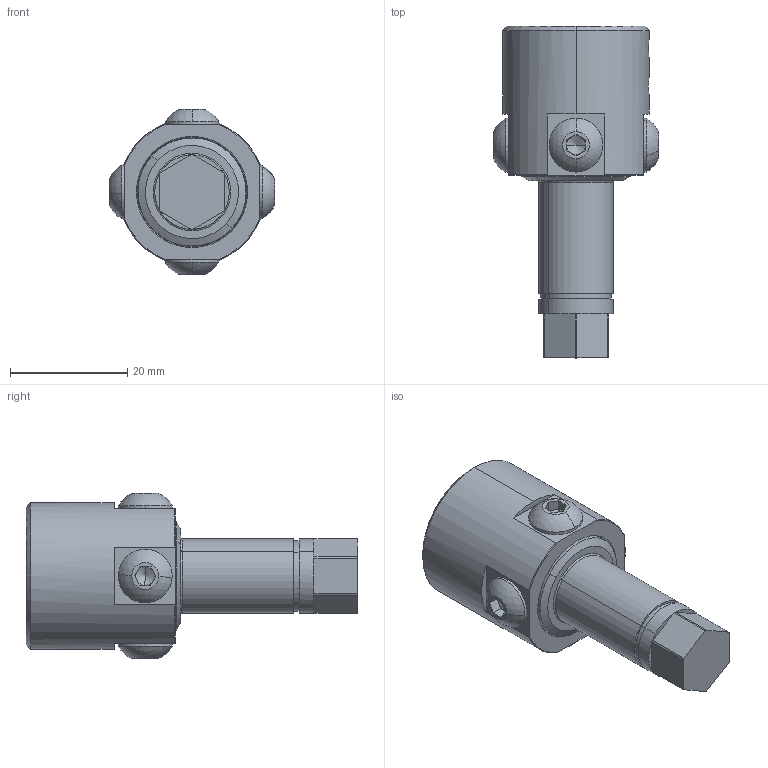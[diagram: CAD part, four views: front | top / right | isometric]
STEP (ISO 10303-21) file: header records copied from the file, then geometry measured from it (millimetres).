
FILE_DESCRIPTION (( 'STEP AP214' ), '1' );
FILE_NAME ('am-3795 Sport Gearbox 500Hex Female Output Adapter.STEP', '2019-12-02T14:48:49', ( '' ), ( '' ), 'SwSTEP 2.0', 'SolidWorks 2019', '' );
FILE_SCHEMA (( 'AUTOMOTIVE_DESIGN' ));
Length unit declared in the file: inch
Products named in the file (13): socket set screw cup point_ai; female output plug; female output 500hex; socket button head cap screw_ai_SBHCSCREW 0.19-32x0.375-HX-S; socket set screw cup point_ai_SSCUPSKT 0.19-32x0.1875-HX-S; socket button head cap screw_ai; am-3795 Sport Gearbox 500Hex Female Output Adapter
Assembly tree (8 placements, depth 2):
  socket set screw cup point_ai
  female output plug
  female output 500hex
  socket set screw cup point_ai
  socket button head cap screw_ai
Bounding box: 28.12 x 56.52 x 28.12 mm (x, y, z)
Volume: 14002.6 mm3; surface area: 8470.8 mm2
Topology: 8 solids, 8 shells, 567 faces, 1458 edges, 906 vertices
Faces by surface type: cone 290, cylinder 156, plane 111, sphere 8, torus 2
Entity records: 8156 total; most frequent: CARTESIAN_POINT 1910, DIRECTION 1332, ORIENTED_EDGE 1196, EDGE_CURVE 598, AXIS2_PLACEMENT_3D 534, VERTEX_POINT 376, CIRCLE 288, LINE 264
